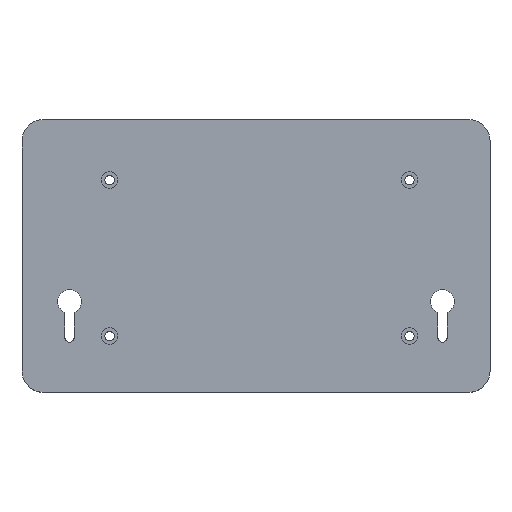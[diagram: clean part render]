
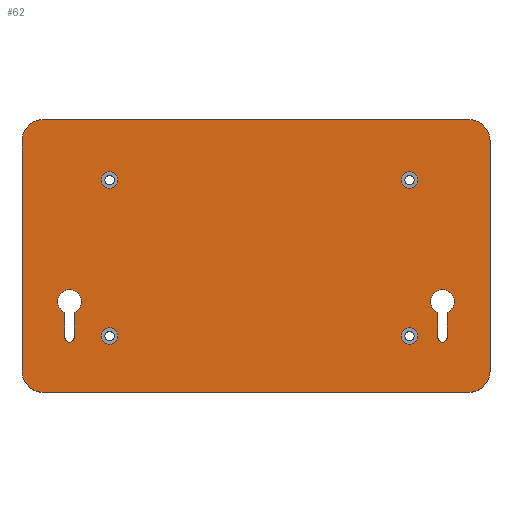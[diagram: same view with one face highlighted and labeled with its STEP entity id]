
A CAD part, top view. The second image highlights one B-rep face of the part: STEP entity #62.
In plain terms, the highlighted planar face has unit normal (0, 0, 1).
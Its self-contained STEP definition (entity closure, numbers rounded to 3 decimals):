
#62=ADVANCED_FACE('',(#612,#614,#616,#618,#620,#622,#624),#626,.T.);
#612=FACE_BOUND('',#613,.T.);
#613=EDGE_LOOP('',(#1105,#1106,#1107,#1108,#1109,#1110,#1111,#1112));
#614=FACE_BOUND('',#615,.T.);
#615=EDGE_LOOP('',(#1113,#1114,#1115,#1116));
#616=FACE_BOUND('',#617,.T.);
#617=EDGE_LOOP('',(#1117,#1118,#1119,#1120));
#618=FACE_BOUND('',#619,.T.);
#619=EDGE_LOOP('',(#1121));
#620=FACE_BOUND('',#621,.T.);
#621=EDGE_LOOP('',(#1122));
#622=FACE_BOUND('',#623,.T.);
#623=EDGE_LOOP('',(#1123));
#624=FACE_BOUND('',#625,.T.);
#625=EDGE_LOOP('',(#1124));
#626=PLANE('',#627);
#627=AXIS2_PLACEMENT_3D('',#628,#629,#630);
#628=CARTESIAN_POINT('',(0.,0.,23.5));
#629=DIRECTION('',(0.,0.,1.));
#630=DIRECTION('',(-1.,0.,0.));
#1105=ORIENTED_EDGE('',*,*,#1369,.T.);
#1106=ORIENTED_EDGE('',*,*,#1370,.T.);
#1107=ORIENTED_EDGE('',*,*,#1371,.T.);
#1108=ORIENTED_EDGE('',*,*,#1372,.T.);
#1109=ORIENTED_EDGE('',*,*,#1373,.T.);
#1110=ORIENTED_EDGE('',*,*,#1374,.T.);
#1111=ORIENTED_EDGE('',*,*,#1375,.T.);
#1112=ORIENTED_EDGE('',*,*,#1376,.T.);
#1113=ORIENTED_EDGE('',*,*,#1377,.T.);
#1114=ORIENTED_EDGE('',*,*,#1378,.T.);
#1115=ORIENTED_EDGE('',*,*,#1379,.T.);
#1116=ORIENTED_EDGE('',*,*,#1380,.T.);
#1117=ORIENTED_EDGE('',*,*,#1381,.T.);
#1118=ORIENTED_EDGE('',*,*,#1382,.T.);
#1119=ORIENTED_EDGE('',*,*,#1383,.T.);
#1120=ORIENTED_EDGE('',*,*,#1384,.T.);
#1121=ORIENTED_EDGE('',*,*,#1385,.T.);
#1122=ORIENTED_EDGE('',*,*,#1386,.T.);
#1123=ORIENTED_EDGE('',*,*,#1387,.T.);
#1124=ORIENTED_EDGE('',*,*,#1388,.T.);
#1369=EDGE_CURVE('',#1521,#1522,#1523,.T.);
#1370=EDGE_CURVE('',#1522,#1524,#1525,.T.);
#1371=EDGE_CURVE('',#1524,#1526,#1527,.T.);
#1372=EDGE_CURVE('',#1526,#1528,#1529,.T.);
#1373=EDGE_CURVE('',#1528,#1530,#1531,.T.);
#1374=EDGE_CURVE('',#1530,#1532,#1533,.T.);
#1375=EDGE_CURVE('',#1532,#1534,#1535,.T.);
#1376=EDGE_CURVE('',#1534,#1521,#1536,.T.);
#1377=EDGE_CURVE('',#1537,#1538,#1539,.F.);
#1378=EDGE_CURVE('',#1538,#1540,#1541,.F.);
#1379=EDGE_CURVE('',#1540,#1542,#1543,.F.);
#1380=EDGE_CURVE('',#1542,#1537,#1544,.F.);
#1381=EDGE_CURVE('',#1545,#1546,#1547,.F.);
#1382=EDGE_CURVE('',#1546,#1548,#1549,.F.);
#1383=EDGE_CURVE('',#1548,#1550,#1551,.F.);
#1384=EDGE_CURVE('',#1550,#1545,#1552,.F.);
#1385=EDGE_CURVE('',#1553,#1553,#1554,.F.);
#1386=EDGE_CURVE('',#1555,#1555,#1556,.F.);
#1387=EDGE_CURVE('',#1557,#1557,#1558,.F.);
#1388=EDGE_CURVE('',#1559,#1559,#1560,.F.);
#1521=VERTEX_POINT('',#1801);
#1522=VERTEX_POINT('',#1802);
#1523=CIRCLE('',#1803,9.);
#1524=VERTEX_POINT('',#1807);
#1525=LINE('',#1808,#1809);
#1526=VERTEX_POINT('',#1811);
#1527=CIRCLE('',#1812,9.);
#1528=VERTEX_POINT('',#1816);
#1529=LINE('',#1817,#1818);
#1530=VERTEX_POINT('',#1820);
#1531=CIRCLE('',#1821,9.);
#1532=VERTEX_POINT('',#1825);
#1533=LINE('',#1826,#1827);
#1534=VERTEX_POINT('',#1829);
#1535=CIRCLE('',#1830,9.);
#1536=LINE('',#1834,#1835);
#1537=VERTEX_POINT('',#1837);
#1538=VERTEX_POINT('',#1838);
#1539=CIRCLE('',#1839,5.);
#1540=VERTEX_POINT('',#1843);
#1541=LINE('',#1844,#1845);
#1542=VERTEX_POINT('',#1847);
#1543=CIRCLE('',#1848,2.);
#1544=LINE('',#1852,#1853);
#1545=VERTEX_POINT('',#1855);
#1546=VERTEX_POINT('',#1856);
#1547=CIRCLE('',#1857,5.);
#1548=VERTEX_POINT('',#1861);
#1549=LINE('',#1862,#1863);
#1550=VERTEX_POINT('',#1865);
#1551=CIRCLE('',#1866,2.);
#1552=LINE('',#1870,#1871);
#1553=VERTEX_POINT('',#1873);
#1554=CIRCLE('',#1874,3.5);
#1555=VERTEX_POINT('',#1878);
#1556=CIRCLE('',#1879,3.5);
#1557=VERTEX_POINT('',#1883);
#1558=CIRCLE('',#1884,3.5);
#1559=VERTEX_POINT('',#1888);
#1560=CIRCLE('',#1889,3.5);
#1801=CARTESIAN_POINT('',(-196.92,-104.76,23.5));
#1802=CARTESIAN_POINT('',(-187.92,-113.76,23.5));
#1803=AXIS2_PLACEMENT_3D('',#1804,#1805,#1806);
#1804=CARTESIAN_POINT('',(-187.92,-104.76,23.5));
#1805=DIRECTION('',(0.,0.,1.));
#1806=DIRECTION('',(-1.,0.,0.));
#1807=CARTESIAN_POINT('',(-9.,-113.76,23.5));
#1808=CARTESIAN_POINT('',(-187.92,-113.76,23.5));
#1809=VECTOR('',#1810,1.);
#1810=DIRECTION('',(1.,0.,0.));
#1811=CARTESIAN_POINT('',(0.,-104.76,23.5));
#1812=AXIS2_PLACEMENT_3D('',#1813,#1814,#1815);
#1813=CARTESIAN_POINT('',(-9.,-104.76,23.5));
#1814=DIRECTION('',(0.,0.,1.));
#1815=DIRECTION('',(0.,-1.,0.));
#1816=CARTESIAN_POINT('',(0.,-8.,23.5));
#1817=CARTESIAN_POINT('',(0.,-104.76,23.5));
#1818=VECTOR('',#1819,1.);
#1819=DIRECTION('',(0.,1.,0.));
#1820=CARTESIAN_POINT('',(-9.,1.,23.5));
#1821=AXIS2_PLACEMENT_3D('',#1822,#1823,#1824);
#1822=CARTESIAN_POINT('',(-9.,-8.,23.5));
#1823=DIRECTION('',(0.,0.,1.));
#1824=DIRECTION('',(1.,0.,0.));
#1825=CARTESIAN_POINT('',(-187.92,1.,23.5));
#1826=CARTESIAN_POINT('',(-9.,1.,23.5));
#1827=VECTOR('',#1828,1.);
#1828=DIRECTION('',(-1.,0.,0.));
#1829=CARTESIAN_POINT('',(-196.92,-8.,23.5));
#1830=AXIS2_PLACEMENT_3D('',#1831,#1832,#1833);
#1831=CARTESIAN_POINT('',(-187.92,-8.,23.5));
#1832=DIRECTION('',(0.,0.,1.));
#1833=DIRECTION('',(0.,1.,0.));
#1834=CARTESIAN_POINT('',(-196.92,-8.,23.5));
#1835=VECTOR('',#1836,1.);
#1836=DIRECTION('',(0.,-1.,0.));
#1837=CARTESIAN_POINT('',(-178.92,-80.203,23.5));
#1838=CARTESIAN_POINT('',(-174.92,-80.203,23.5));
#1839=AXIS2_PLACEMENT_3D('',#1840,#1841,#1842);
#1840=CARTESIAN_POINT('',(-176.92,-75.62,23.5));
#1841=DIRECTION('',(0.,0.,1.));
#1842=DIRECTION('',(0.4,-0.917,0.));
#1843=CARTESIAN_POINT('',(-174.92,-90.62,23.5));
#1844=CARTESIAN_POINT('',(-174.92,-90.62,23.5));
#1845=VECTOR('',#1846,1.);
#1846=DIRECTION('',(0.,1.,0.));
#1847=CARTESIAN_POINT('',(-178.92,-90.62,23.5));
#1848=AXIS2_PLACEMENT_3D('',#1849,#1850,#1851);
#1849=CARTESIAN_POINT('',(-176.92,-90.62,23.5));
#1850=DIRECTION('',(0.,0.,1.));
#1851=DIRECTION('',(-1.,0.,0.));
#1852=CARTESIAN_POINT('',(-178.92,-80.203,23.5));
#1853=VECTOR('',#1854,1.);
#1854=DIRECTION('',(0.,-1.,0.));
#1855=CARTESIAN_POINT('',(-22.,-80.203,23.5));
#1856=CARTESIAN_POINT('',(-18.,-80.203,23.5));
#1857=AXIS2_PLACEMENT_3D('',#1858,#1859,#1860);
#1858=CARTESIAN_POINT('',(-20.,-75.62,23.5));
#1859=DIRECTION('',(0.,0.,1.));
#1860=DIRECTION('',(0.4,-0.917,0.));
#1861=CARTESIAN_POINT('',(-18.,-90.62,23.5));
#1862=CARTESIAN_POINT('',(-18.,-90.62,23.5));
#1863=VECTOR('',#1864,1.);
#1864=DIRECTION('',(0.,1.,0.));
#1865=CARTESIAN_POINT('',(-22.,-90.62,23.5));
#1866=AXIS2_PLACEMENT_3D('',#1867,#1868,#1869);
#1867=CARTESIAN_POINT('',(-20.,-90.62,23.5));
#1868=DIRECTION('',(0.,0.,1.));
#1869=DIRECTION('',(-1.,0.,0.));
#1870=CARTESIAN_POINT('',(-22.,-80.203,23.5));
#1871=VECTOR('',#1872,1.);
#1872=DIRECTION('',(0.,-1.,0.));
#1873=CARTESIAN_POINT('',(-37.36,-24.47,23.5));
#1874=AXIS2_PLACEMENT_3D('',#1875,#1876,#1877);
#1875=CARTESIAN_POINT('',(-33.86,-24.47,23.5));
#1876=DIRECTION('',(0.,0.,1.));
#1877=DIRECTION('',(-1.,0.,0.));
#1878=CARTESIAN_POINT('',(-163.56,-24.47,23.5));
#1879=AXIS2_PLACEMENT_3D('',#1880,#1881,#1882);
#1880=CARTESIAN_POINT('',(-160.06,-24.47,23.5));
#1881=DIRECTION('',(0.,0.,1.));
#1882=DIRECTION('',(-1.,0.,0.));
#1883=CARTESIAN_POINT('',(-163.56,-90.12,23.5));
#1884=AXIS2_PLACEMENT_3D('',#1885,#1886,#1887);
#1885=CARTESIAN_POINT('',(-160.06,-90.12,23.5));
#1886=DIRECTION('',(0.,0.,1.));
#1887=DIRECTION('',(-1.,0.,0.));
#1888=CARTESIAN_POINT('',(-37.36,-90.12,23.5));
#1889=AXIS2_PLACEMENT_3D('',#1890,#1891,#1892);
#1890=CARTESIAN_POINT('',(-33.86,-90.12,23.5));
#1891=DIRECTION('',(0.,0.,1.));
#1892=DIRECTION('',(-1.,0.,0.));
